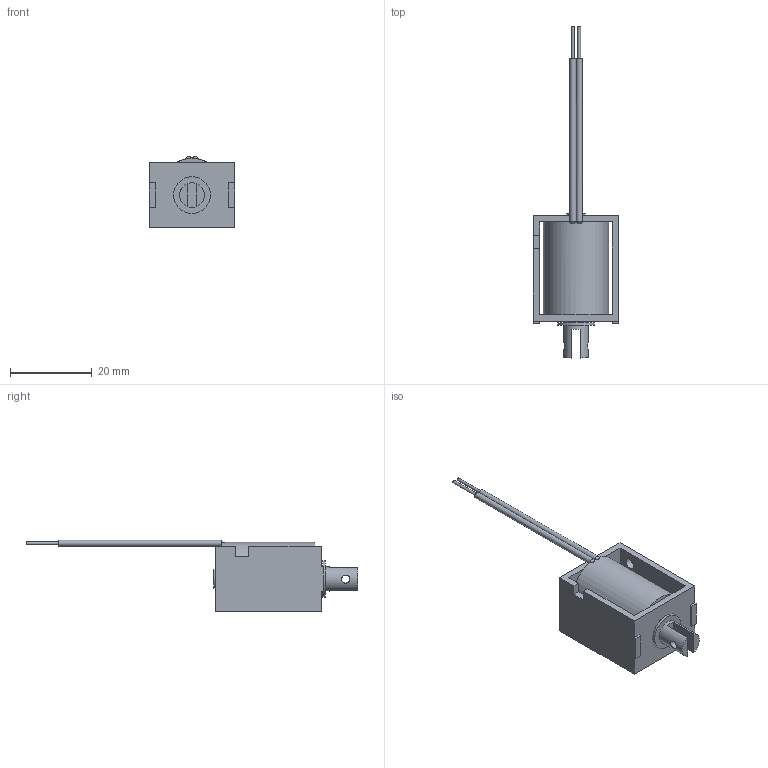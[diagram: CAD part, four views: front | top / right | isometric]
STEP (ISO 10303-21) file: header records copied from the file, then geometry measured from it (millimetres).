
FILE_DESCRIPTION( ( 'Unknown' ), '1' );
FILE_NAME( 'F0626L.stp', 'Unknown', ( 'Unknown' ), ( 'Unknown' ), 'PSStep 17.0.49', 'Unknown', ' ' );
FILE_SCHEMA( ( 'AUTOMOTIVE_DESIGN { 1 0 10303 214 1 1 1 1 }' ) );
Length unit declared in the file: millimetre
Products named in the file (3): Assem1; F0626 Frame; F0626 Plunger
Assembly tree (2 placements, depth 2):
  Assem1
    F0626 Frame
    F0626 Plunger
Bounding box: 21 x 81.4 x 17.51 mm (x, y, z)
Volume: 7357.6 mm3; surface area: 5377.6 mm2
Topology: 2 solids, 2 shells, 63 faces, 152 edges, 99 vertices
Faces by surface type: plane 42, cylinder 17, extrusion 2, cone 2
Full cylindrical faces by diameter (mm): 0.7 x2, 1.5 x2, 1.659 x1, 2 x2, 2.64 x2, 4.5 x1, 6 x2, 6.1 x1, 8 x1, 9 x1
Entity records: 2374 total; most frequent: CARTESIAN_POINT 378, DIRECTION 308, ORIENTED_EDGE 258, EDGE_CURVE 129, AXIS2_PLACEMENT_3D 115, EDGE_LOOP 100, VERTEX_POINT 93, FACE_OUTER_BOUND 78
